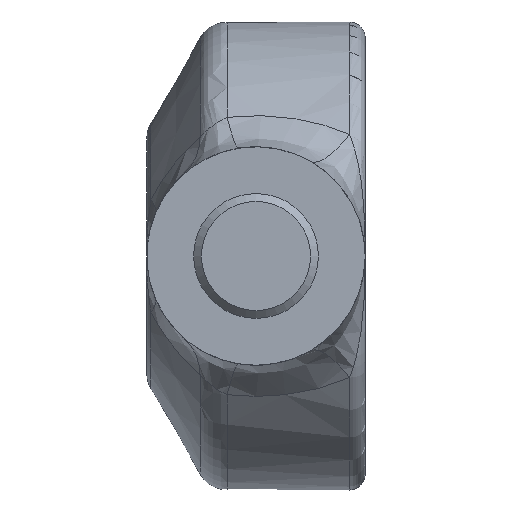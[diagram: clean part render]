
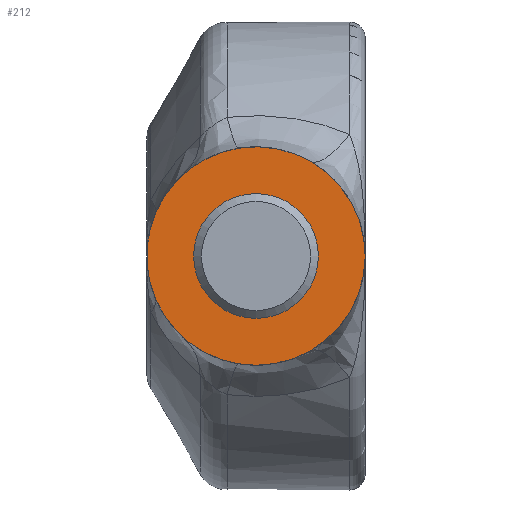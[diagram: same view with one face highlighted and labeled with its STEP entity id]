
A CAD part, left-side view. The second image highlights one B-rep face of the part: STEP entity #212.
In plain terms, the highlighted planar face has unit normal (-1, 0, 0).
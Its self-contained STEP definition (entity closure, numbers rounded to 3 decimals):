
#90 = VERTEX_POINT ( 'NONE', #765 ) ;
#204 = CARTESIAN_POINT ( 'NONE',  ( -29., 0., -7. ) ) ;
#212 = ADVANCED_FACE ( 'NONE', ( #574, #243 ), #588, .F. ) ;
#243 = FACE_OUTER_BOUND ( 'NONE', #469, .T. ) ;
#270 = EDGE_CURVE ( 'NONE', #90, #90, #931, .T. ) ;
#377 = DIRECTION ( 'NONE',  ( 0., 0., -1. ) ) ;
#421 = EDGE_LOOP ( 'NONE', ( #1102 ) ) ;
#469 = EDGE_LOOP ( 'NONE', ( #1138 ) ) ;
#485 = CIRCLE ( 'NONE', #2093, 7. ) ;
#574 = FACE_BOUND ( 'NONE', #421, .T. ) ;
#588 = PLANE ( 'NONE',  #1485 ) ;
#750 = DIRECTION ( 'NONE',  ( 1., 0., 0. ) ) ;
#754 = DIRECTION ( 'NONE',  ( -1., 0., 0. ) ) ;
#765 = CARTESIAN_POINT ( 'NONE',  ( -29., 0., -4. ) ) ;
#891 = DIRECTION ( 'NONE',  ( 0., 0., -1. ) ) ;
#893 = DIRECTION ( 'NONE',  ( 0., 0., -1. ) ) ;
#931 = CIRCLE ( 'NONE', #1909, 4. ) ;
#1102 = ORIENTED_EDGE ( 'NONE', *, *, #270, .F. ) ;
#1138 = ORIENTED_EDGE ( 'NONE', *, *, #2053, .F. ) ;
#1203 = CARTESIAN_POINT ( 'NONE',  ( -29., 0., 0. ) ) ;
#1393 = DIRECTION ( 'NONE',  ( 1., 0., 0. ) ) ;
#1485 = AXIS2_PLACEMENT_3D ( 'NONE', #1727, #1393, #377 ) ;
#1727 = CARTESIAN_POINT ( 'NONE',  ( -29., 0., 0. ) ) ;
#1901 = CARTESIAN_POINT ( 'NONE',  ( -29., 0., 0. ) ) ;
#1909 = AXIS2_PLACEMENT_3D ( 'NONE', #1203, #754, #893 ) ;
#2018 = VERTEX_POINT ( 'NONE', #204 ) ;
#2053 = EDGE_CURVE ( 'NONE', #2018, #2018, #485, .T. ) ;
#2093 = AXIS2_PLACEMENT_3D ( 'NONE', #1901, #750, #891 ) ;
